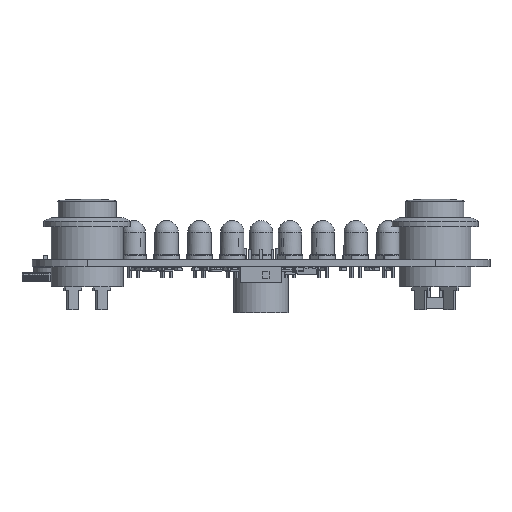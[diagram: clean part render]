
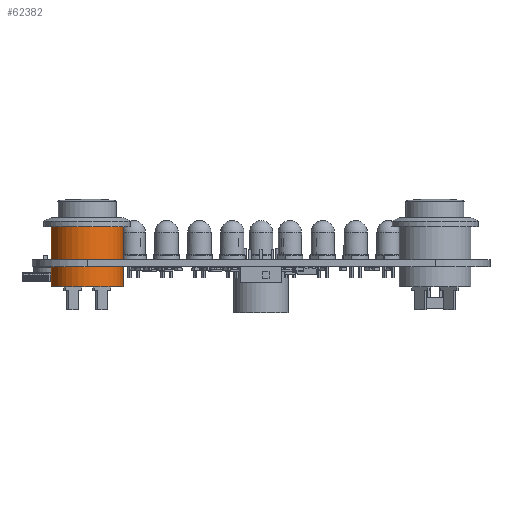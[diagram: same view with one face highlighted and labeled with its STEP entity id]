
A CAD part, front view. The second image highlights one B-rep face of the part: STEP entity #62382.
In plain terms, the highlighted cylindrical face has radius 7.875 mm (diameter 15.75 mm), a full revolution.
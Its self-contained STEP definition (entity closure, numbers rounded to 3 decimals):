
#62344 = EDGE_CURVE('',#62345,#62345,#62347,.T.);
#62345 = VERTEX_POINT('',#62346);
#62346 = CARTESIAN_POINT('',(-7.875,0.,0.));
#62347 = CIRCLE('',#62348,7.875);
#62348 = AXIS2_PLACEMENT_3D('',#62349,#62350,#62351);
#62349 = CARTESIAN_POINT('',(0.,0.,0.));
#62350 = DIRECTION('',(0.,0.,-1.));
#62351 = DIRECTION('',(-1.,0.,0.));
#62382 = ADVANCED_FACE('',(#62383),#62401,.T.);
#62383 = FACE_BOUND('',#62384,.T.);
#62384 = EDGE_LOOP('',(#62385,#62394,#62399,#62400));
#62385 = ORIENTED_EDGE('',*,*,#62386,.T.);
#62386 = EDGE_CURVE('',#62387,#62387,#62389,.T.);
#62387 = VERTEX_POINT('',#62388);
#62388 = CARTESIAN_POINT('',(-7.875,0.,13.15));
#62389 = CIRCLE('',#62390,7.875);
#62390 = AXIS2_PLACEMENT_3D('',#62391,#62392,#62393);
#62391 = CARTESIAN_POINT('',(0.,0.,13.15));
#62392 = DIRECTION('',(0.,0.,-1.));
#62393 = DIRECTION('',(-1.,0.,0.));
#62394 = ORIENTED_EDGE('',*,*,#62395,.T.);
#62395 = EDGE_CURVE('',#62387,#62345,#62396,.T.);
#62396 = B_SPLINE_CURVE_WITH_KNOTS('',1,(#62397,#62398),.UNSPECIFIED.,
  .F.,.F.,(2,2),(-3.575,9.575),.PIECEWISE_BEZIER_KNOTS.);
#62397 = CARTESIAN_POINT('',(-7.875,0.,13.15));
#62398 = CARTESIAN_POINT('',(-7.875,0.,0.));
#62399 = ORIENTED_EDGE('',*,*,#62344,.F.);
#62400 = ORIENTED_EDGE('',*,*,#62395,.F.);
#62401 = CYLINDRICAL_SURFACE('',#62402,7.875);
#62402 = AXIS2_PLACEMENT_3D('',#62403,#62404,#62405);
#62403 = CARTESIAN_POINT('',(0.,0.,9.575));
#62404 = DIRECTION('',(0.,0.,-1.));
#62405 = DIRECTION('',(-1.,0.,0.));
